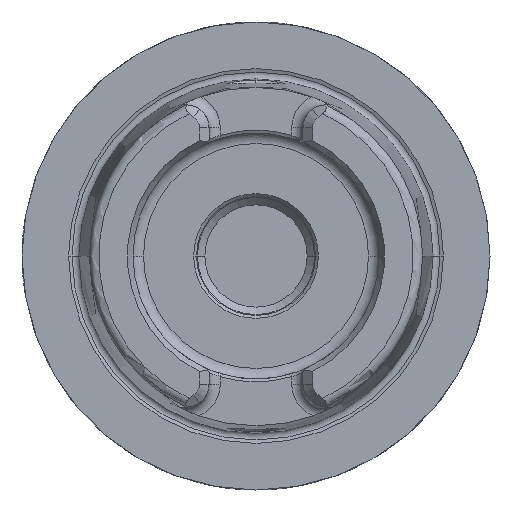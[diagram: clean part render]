
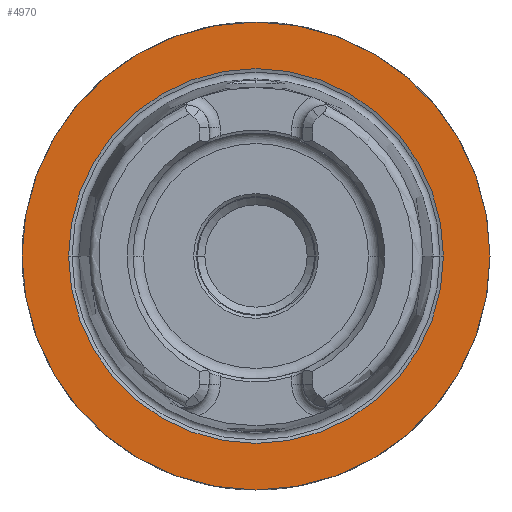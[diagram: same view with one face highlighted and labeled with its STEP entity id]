
A CAD part, left-side view. The second image highlights one B-rep face of the part: STEP entity #4970.
In plain terms, the highlighted planar face has unit normal (-1, 0, 0).
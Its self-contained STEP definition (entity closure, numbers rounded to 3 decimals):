
#1092=CARTESIAN_POINT('',(0.,0.,0.));
#1093=DIRECTION('',(1.,0.,0.));
#1094=DIRECTION('',(0.,1.,0.));
#1095=AXIS2_PLACEMENT_3D('',#1092,#1093,#1094);
#1097=CARTESIAN_POINT('',(0.,0.,0.));
#1098=DIRECTION('',(-1.,0.,0.));
#1099=DIRECTION('',(0.,1.,0.));
#1100=AXIS2_PLACEMENT_3D('',#1097,#1098,#1099);
#1102=CARTESIAN_POINT('',(0.,0.,0.));
#1103=DIRECTION('',(-1.,0.,0.));
#1104=DIRECTION('',(0.,-1.,0.));
#1105=AXIS2_PLACEMENT_3D('',#1102,#1103,#1104);
#1107=CARTESIAN_POINT('',(0.,0.,0.));
#1108=DIRECTION('',(-1.,0.,0.));
#1109=DIRECTION('',(0.,1.,0.));
#1110=AXIS2_PLACEMENT_3D('',#1107,#1108,#1109);
#3183=CARTESIAN_POINT('',(0.,-32.032,0.));
#3184=VERTEX_POINT('',#3183);
#3185=CARTESIAN_POINT('',(0.,32.032,0.));
#3186=VERTEX_POINT('',#3185);
#3503=CARTESIAN_POINT('',(0.,40.,0.));
#3504=CARTESIAN_POINT('',(0.,-40.,0.));
#3505=VERTEX_POINT('',#3503);
#3506=VERTEX_POINT('',#3504);
#4955=CARTESIAN_POINT('',(0.,0.,0.));
#4956=DIRECTION('',(1.,0.,0.));
#4957=DIRECTION('',(0.,-1.,0.));
#4958=AXIS2_PLACEMENT_3D('',#4955,#4956,#4957);
#4959=PLANE('',#4958);
#4961=ORIENTED_EDGE('',*,*,#4960,.T.);
#4963=ORIENTED_EDGE('',*,*,#4962,.F.);
#4964=EDGE_LOOP('',(#4961,#4963));
#4965=FACE_OUTER_BOUND('',#4964,.F.);
#4966=ORIENTED_EDGE('',*,*,#4950,.T.);
#4967=ORIENTED_EDGE('',*,*,#4934,.T.);
#4968=EDGE_LOOP('',(#4966,#4967));
#4969=FACE_BOUND('',#4968,.F.);
#4970=ADVANCED_FACE('',(#4965,#4969),#4959,.F.);
#1096=CIRCLE('',#1095,40.);
#1101=CIRCLE('',#1100,40.);
#1106=CIRCLE('',#1105,32.032);
#1111=CIRCLE('',#1110,32.032);
#4934=EDGE_CURVE('',#3186,#3184,#1111,.T.);
#4950=EDGE_CURVE('',#3184,#3186,#1106,.T.);
#4960=EDGE_CURVE('',#3505,#3506,#1096,.T.);
#4962=EDGE_CURVE('',#3505,#3506,#1101,.T.);
